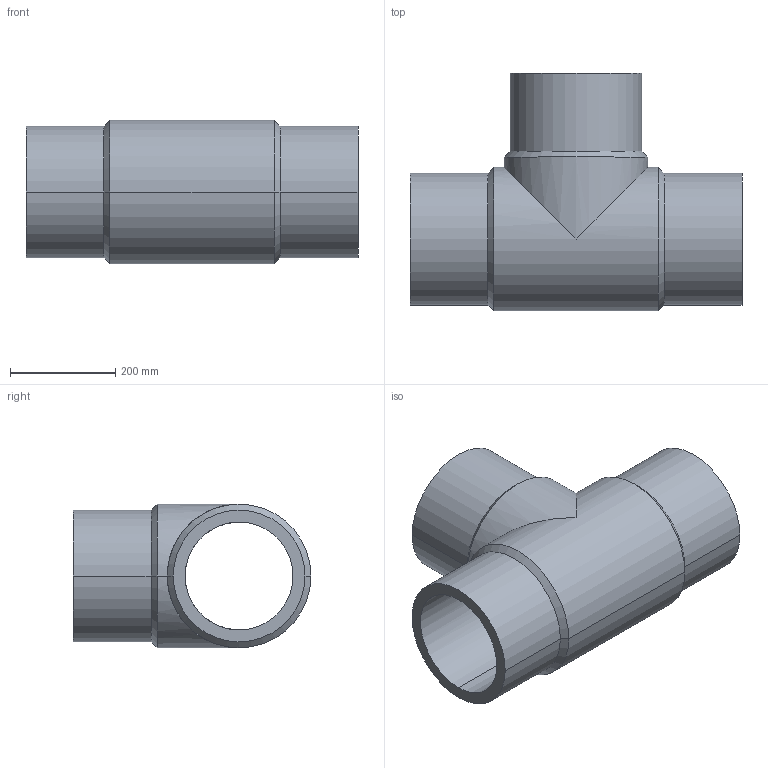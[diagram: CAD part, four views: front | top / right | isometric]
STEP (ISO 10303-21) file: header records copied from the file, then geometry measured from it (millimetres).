
FILE_DESCRIPTION( ( '' ), '1' );
FILE_NAME( 'AGRU_11066025011_PPR_grau_T-Stück_250X22_7__SDR11__ISO_S-5_10.stp', '2018-02-07T12:16:51', ( '' ), ( '' ), ' ', ' ', ' ' );
FILE_SCHEMA( ( 'automotive_design' ) );
Length unit declared in the file: millimetre
Products named in the file (1): 1
Bounding box: 630 x 451.35 x 272.7 mm (x, y, z)
Volume: 15921154.7 mm3; surface area: 1211889.4 mm2
Topology: 1 solids, 1 shells, 24 faces, 55 edges, 32 vertices
Faces by surface type: cylinder 15, cone 6, plane 3
Entity records: 1338 total; most frequent: DIRECTION 137, STYLED_ITEM 112, PRESENTATION_STYLE_ASSIGNMENT 112, CARTESIAN_POINT 112, COLOUR_RGB 112, ORIENTED_EDGE 110, AXIS2_PLACEMENT_3D 57, EDGE_CURVE 55
